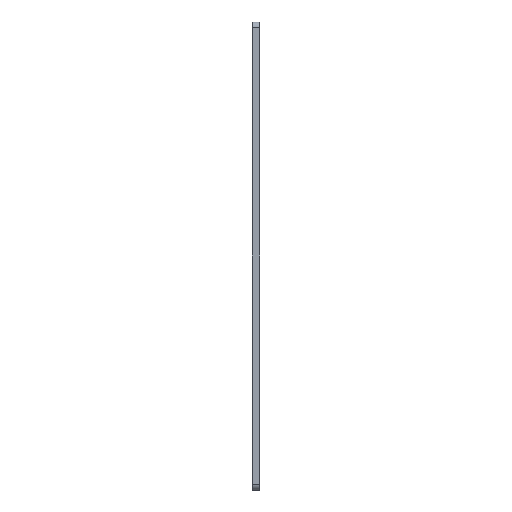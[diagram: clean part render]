
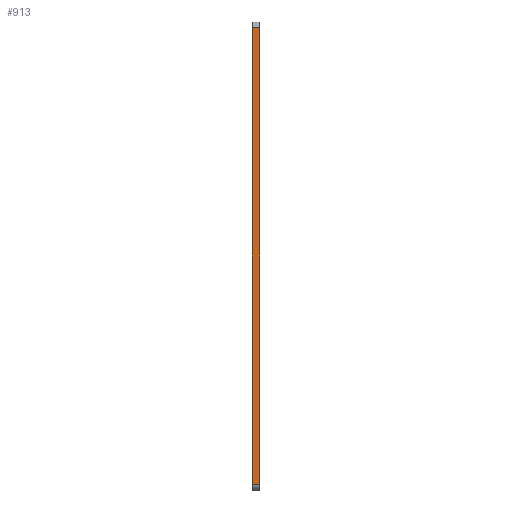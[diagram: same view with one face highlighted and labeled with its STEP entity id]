
A CAD part, front view. The second image highlights one B-rep face of the part: STEP entity #913.
In plain terms, the highlighted planar face has unit normal (0, -1, 0).
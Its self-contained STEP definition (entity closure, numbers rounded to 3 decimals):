
#81=PLANE('',#998);
#101=FACE_OUTER_BOUND('',#144,.T.);
#144=EDGE_LOOP('',(#672,#673,#674,#675));
#253=LINE('',#1445,#302);
#254=LINE('',#1448,#303);
#255=LINE('',#1450,#304);
#256=LINE('',#1451,#305);
#302=VECTOR('',#1173,10.);
#303=VECTOR('',#1176,10.);
#304=VECTOR('',#1177,10.);
#305=VECTOR('',#1178,10.);
#437=VERTEX_POINT('',#1438);
#440=VERTEX_POINT('',#1443);
#441=VERTEX_POINT('',#1447);
#442=VERTEX_POINT('',#1449);
#535=EDGE_CURVE('',#440,#437,#253,.T.);
#536=EDGE_CURVE('',#441,#440,#254,.F.);
#537=EDGE_CURVE('',#442,#441,#255,.T.);
#538=EDGE_CURVE('',#437,#442,#256,.T.);
#672=ORIENTED_EDGE('',*,*,#535,.F.);
#673=ORIENTED_EDGE('',*,*,#536,.F.);
#674=ORIENTED_EDGE('',*,*,#537,.F.);
#675=ORIENTED_EDGE('',*,*,#538,.F.);
#913=ADVANCED_FACE('',(#101),#81,.T.);
#998=AXIS2_PLACEMENT_3D('',#1446,#1174,#1175);
#1173=DIRECTION('',(1.,0.,0.));
#1174=DIRECTION('center_axis',(0.,-1.,0.));
#1175=DIRECTION('ref_axis',(0.,0.,-1.));
#1176=DIRECTION('',(0.,0.,-1.));
#1177=DIRECTION('',(-1.,0.,0.));
#1178=DIRECTION('',(0.,0.,-1.));
#1438=CARTESIAN_POINT('',(181.,-165.,187.321));
#1443=CARTESIAN_POINT('',(174.65,-165.,187.321));
#1445=CARTESIAN_POINT('',(175.,-165.,187.321));
#1446=CARTESIAN_POINT('Origin',(175.,-165.,192.321));
#1447=CARTESIAN_POINT('',(174.65,-165.,-202.679));
#1448=CARTESIAN_POINT('',(174.65,-165.,92.321));
#1449=CARTESIAN_POINT('',(181.,-165.,-202.679));
#1450=CARTESIAN_POINT('',(175.,-165.,-202.679));
#1451=CARTESIAN_POINT('',(181.,-165.,92.321));
